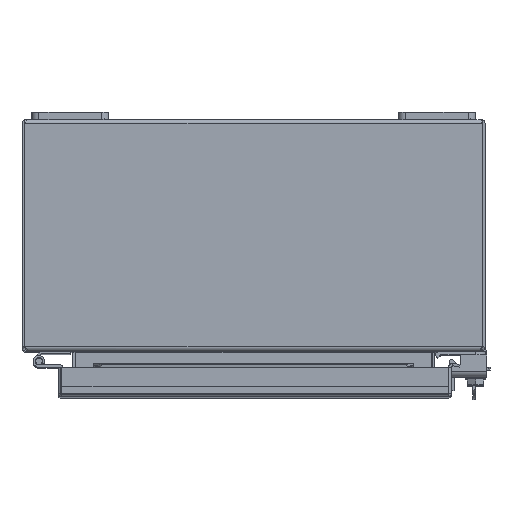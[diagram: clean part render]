
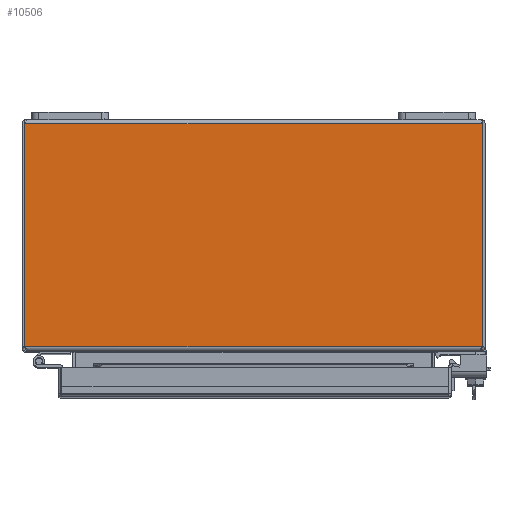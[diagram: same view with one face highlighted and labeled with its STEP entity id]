
A CAD part, top view. The second image highlights one B-rep face of the part: STEP entity #10506.
In plain terms, the highlighted planar face has unit normal (0, 0, 1).
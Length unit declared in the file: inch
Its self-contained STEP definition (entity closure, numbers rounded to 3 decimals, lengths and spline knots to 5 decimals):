
#1649 = CARTESIAN_POINT ( 'NONE',  ( 5.92792, -0.108, 10. ) ) ;
#3307 = FACE_OUTER_BOUND ( 'NONE', #11589, .T. ) ;
#6394 = CARTESIAN_POINT ( 'NONE',  ( 5.892, -5.892, 10. ) ) ;
#6712 = VECTOR ( 'NONE', #21333, 39.37008 ) ;
#7078 = VERTEX_POINT ( 'NONE', #1649 ) ;
#9432 = CARTESIAN_POINT ( 'NONE',  ( 5.892, -0.108, 10. ) ) ;
#9510 = DIRECTION ( 'NONE',  ( 0., -1., 0. ) ) ;
#10152 = CARTESIAN_POINT ( 'NONE',  ( 5.92792, -5.892, 10. ) ) ;
#10506 = ADVANCED_FACE ( 'NONE', ( #3307 ), #47457, .T. ) ;
#11589 = EDGE_LOOP ( 'NONE', ( #22329, #15174, #37239, #32099 ) ) ;
#12864 = EDGE_CURVE ( 'NONE', #29185, #20775, #16720, .T. ) ;
#13094 = LINE ( 'NONE', #9432, #29726 ) ;
#14194 = DIRECTION ( 'NONE',  ( 0., -1., 0. ) ) ;
#14892 = DIRECTION ( 'NONE',  ( 0., 0., 1. ) ) ;
#15174 = ORIENTED_EDGE ( 'NONE', *, *, #12864, .T. ) ;
#15942 = EDGE_CURVE ( 'NONE', #20775, #43583, #39939, .T. ) ;
#16720 = LINE ( 'NONE', #41825, #31922 ) ;
#20644 = CARTESIAN_POINT ( 'NONE',  ( -5.92792, -0.108, 10. ) ) ;
#20775 = VERTEX_POINT ( 'NONE', #44732 ) ;
#21333 = DIRECTION ( 'NONE',  ( 1., 0., 0. ) ) ;
#22329 = ORIENTED_EDGE ( 'NONE', *, *, #30517, .T. ) ;
#27553 = AXIS2_PLACEMENT_3D ( 'NONE', #28680, #14892, #14194 ) ;
#28680 = CARTESIAN_POINT ( 'NONE',  ( 5.892, -0.06248, 10. ) ) ;
#29185 = VERTEX_POINT ( 'NONE', #20644 ) ;
#29726 = VECTOR ( 'NONE', #32160, 39.37008 ) ;
#30517 = EDGE_CURVE ( 'NONE', #7078, #29185, #13094, .T. ) ;
#31922 = VECTOR ( 'NONE', #42549, 39.37008 ) ;
#32099 = ORIENTED_EDGE ( 'NONE', *, *, #39312, .F. ) ;
#32160 = DIRECTION ( 'NONE',  ( -1., 0., 0. ) ) ;
#37239 = ORIENTED_EDGE ( 'NONE', *, *, #15942, .T. ) ;
#39312 = EDGE_CURVE ( 'NONE', #7078, #43583, #46183, .T. ) ;
#39939 = LINE ( 'NONE', #6394, #6712 ) ;
#41825 = CARTESIAN_POINT ( 'NONE',  ( -5.92792, 39.37008, 10. ) ) ;
#42135 = CARTESIAN_POINT ( 'NONE',  ( 5.92792, 39.37008, 10. ) ) ;
#42549 = DIRECTION ( 'NONE',  ( 0., -1., 0. ) ) ;
#43583 = VERTEX_POINT ( 'NONE', #10152 ) ;
#44732 = CARTESIAN_POINT ( 'NONE',  ( -5.92792, -5.892, 10. ) ) ;
#44991 = VECTOR ( 'NONE', #9510, 39.37008 ) ;
#46183 = LINE ( 'NONE', #42135, #44991 ) ;
#47457 = PLANE ( 'NONE',  #27553 ) ;
